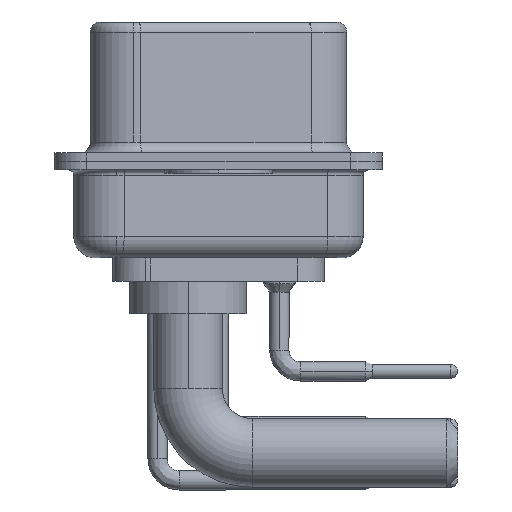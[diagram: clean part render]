
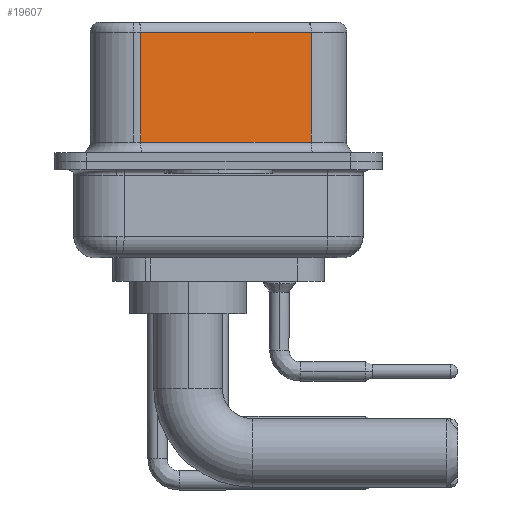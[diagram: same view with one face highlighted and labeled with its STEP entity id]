
A CAD part, left-side view. The second image highlights one B-rep face of the part: STEP entity #19607.
In plain terms, the highlighted planar face has unit normal (-0.985, -0.174, 0).
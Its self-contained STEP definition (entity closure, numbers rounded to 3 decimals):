
#134 = VECTOR ( 'NONE', #24118, 1000. ) ;
#225 = DIRECTION ( 'NONE',  ( 0., 0., -1. ) ) ;
#406 = VECTOR ( 'NONE', #14472, 1000. ) ;
#1220 = VECTOR ( 'NONE', #30254, 1000. ) ;
#2886 = CARTESIAN_POINT ( 'NONE',  ( 5.132, -4.322, 6.52 ) ) ;
#4708 = CARTESIAN_POINT ( 'NONE',  ( 3.73, 3.628, 0.9 ) ) ;
#5486 = VECTOR ( 'NONE', #225, 1000. ) ;
#5884 = EDGE_CURVE ( 'NONE', #8170, #11376, #26898, .T. ) ;
#6765 = CARTESIAN_POINT ( 'NONE',  ( 5.132, -4.322, 6.52 ) ) ;
#8170 = VERTEX_POINT ( 'NONE', #15505 ) ;
#11309 = VERTEX_POINT ( 'NONE', #4708 ) ;
#11376 = VERTEX_POINT ( 'NONE', #25006 ) ;
#11769 = ORIENTED_EDGE ( 'NONE', *, *, #30887, .T. ) ;
#12483 = CARTESIAN_POINT ( 'NONE',  ( 5.132, -4.322, 6.02 ) ) ;
#12686 = LINE ( 'NONE', #22679, #5486 ) ;
#12882 = DIRECTION ( 'NONE',  ( 0.985, 0.174, 0. ) ) ;
#13371 = LINE ( 'NONE', #20563, #1220 ) ;
#14472 = DIRECTION ( 'NONE',  ( -0.174, 0.985, 0. ) ) ;
#15353 = FACE_OUTER_BOUND ( 'NONE', #29621, .T. ) ;
#15505 = CARTESIAN_POINT ( 'NONE',  ( 5.132, -4.322, 6.02 ) ) ;
#16805 = CARTESIAN_POINT ( 'NONE',  ( 5.132, -4.322, 0.9 ) ) ;
#19422 = AXIS2_PLACEMENT_3D ( 'NONE', #2886, #12882, #27288 ) ;
#19607 = ADVANCED_FACE ( 'NONE', ( #15353 ), #25329, .F. ) ;
#20563 = CARTESIAN_POINT ( 'NONE',  ( 5.132, -4.322, 0.9 ) ) ;
#22679 = CARTESIAN_POINT ( 'NONE',  ( 3.73, 3.628, 6.52 ) ) ;
#24118 = DIRECTION ( 'NONE',  ( 0., 0., -1. ) ) ;
#25006 = CARTESIAN_POINT ( 'NONE',  ( 3.73, 3.628, 6.02 ) ) ;
#25329 = PLANE ( 'NONE',  #19422 ) ;
#25399 = VERTEX_POINT ( 'NONE', #16805 ) ;
#26435 = ORIENTED_EDGE ( 'NONE', *, *, #27488, .F. ) ;
#26591 = ORIENTED_EDGE ( 'NONE', *, *, #5884, .T. ) ;
#26898 = LINE ( 'NONE', #12483, #406 ) ;
#27288 = DIRECTION ( 'NONE',  ( -0.174, 0.985, 0. ) ) ;
#27488 = EDGE_CURVE ( 'NONE', #8170, #25399, #31692, .T. ) ;
#28088 = EDGE_CURVE ( 'NONE', #11309, #25399, #13371, .T. ) ;
#29425 = ORIENTED_EDGE ( 'NONE', *, *, #28088, .T. ) ;
#29621 = EDGE_LOOP ( 'NONE', ( #26435, #26591, #11769, #29425 ) ) ;
#30254 = DIRECTION ( 'NONE',  ( 0.174, -0.985, 0. ) ) ;
#30887 = EDGE_CURVE ( 'NONE', #11376, #11309, #12686, .T. ) ;
#31692 = LINE ( 'NONE', #6765, #134 ) ;
